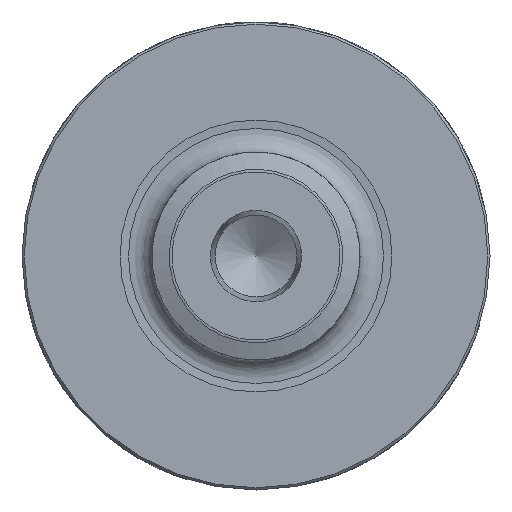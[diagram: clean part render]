
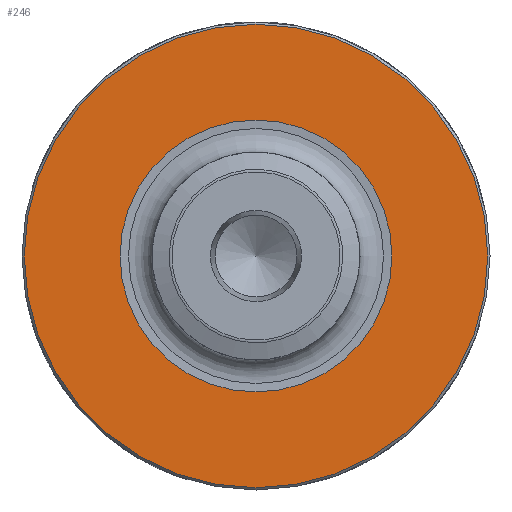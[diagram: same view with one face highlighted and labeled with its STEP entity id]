
A CAD part, left-side view. The second image highlights one B-rep face of the part: STEP entity #246.
In plain terms, the highlighted planar face has unit normal (-1, 0, 0).
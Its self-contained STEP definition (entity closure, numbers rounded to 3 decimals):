
#178=FACE_BOUND('',#367,.T.);
#179=FACE_BOUND('',#368,.T.);
#246=ADVANCED_FACE('',(#178,#179),#277,.T.);
#277=PLANE('',#856);
#367=EDGE_LOOP('',(#563));
#368=EDGE_LOOP('',(#564));
#414=CIRCLE('',#853,18.304);
#415=CIRCLE('',#855,31.2);
#563=ORIENTED_EDGE('',*,*,#739,.F.);
#564=ORIENTED_EDGE('',*,*,#740,.T.);
#654=VERTEX_POINT('',#1824);
#655=VERTEX_POINT('',#1827);
#739=EDGE_CURVE('',#654,#654,#414,.T.);
#740=EDGE_CURVE('',#655,#655,#415,.T.);
#853=AXIS2_PLACEMENT_3D('',#1823,#1038,#1039);
#855=AXIS2_PLACEMENT_3D('',#1826,#1042,#1043);
#856=AXIS2_PLACEMENT_3D('',#1828,#1044,#1045);
#1038=DIRECTION('',(-1.,0.,0.));
#1039=DIRECTION('',(0.,0.,-1.));
#1042=DIRECTION('',(-1.,0.,0.));
#1043=DIRECTION('',(0.,0.,-1.));
#1044=DIRECTION('',(-1.,0.,0.));
#1045=DIRECTION('',(0.,0.,1.));
#1823=CARTESIAN_POINT('',(68.,0.,0.));
#1824=CARTESIAN_POINT('',(68.,0.,-18.304));
#1826=CARTESIAN_POINT('',(68.,0.,0.));
#1827=CARTESIAN_POINT('',(68.,0.,-31.2));
#1828=CARTESIAN_POINT('',(68.,31.2,0.));
